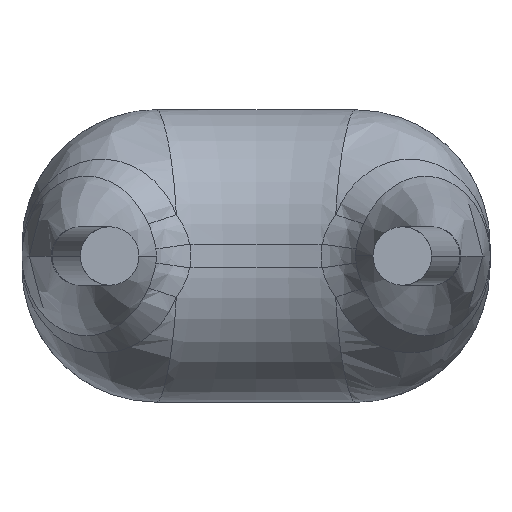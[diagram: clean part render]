
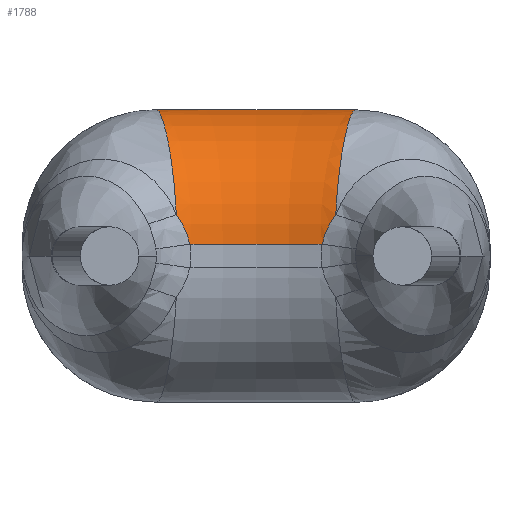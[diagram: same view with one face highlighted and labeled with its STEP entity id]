
A CAD part, front view. The second image highlights one B-rep face of the part: STEP entity #1788.
In plain terms, the highlighted toroidal (fillet/blend) face has major radius 3.233 mm and minor radius 1.15 mm.
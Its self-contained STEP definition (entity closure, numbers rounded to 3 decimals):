
#78 = VERTEX_POINT ( 'NONE', #1615 ) ;
#93 = CARTESIAN_POINT ( 'NONE',  ( 0.79, 3.533, 1.143 ) ) ;
#94 = B_SPLINE_CURVE_WITH_KNOTS ( 'NONE', 3,
 ( #2608, #1633, #1993, #2010 ),
 .UNSPECIFIED., .F., .F.,
 ( 4, 4 ),
 ( 0., 0. ),
 .UNSPECIFIED. ) ;
#101 = EDGE_CURVE ( 'NONE', #1736, #1265, #1540, .T. ) ;
#122 = ORIENTED_EDGE ( 'NONE', *, *, #1627, .T. ) ;
#124 = ORIENTED_EDGE ( 'NONE', *, *, #101, .T. ) ;
#140 = DIRECTION ( 'NONE',  ( 0., 0., 1. ) ) ;
#144 = ORIENTED_EDGE ( 'NONE', *, *, #694, .F. ) ;
#283 = CIRCLE ( 'NONE', #1164, 3.233 ) ;
#293 = CARTESIAN_POINT ( 'NONE',  ( 0.693, 2.973, 0.609 ) ) ;
#493 = TOROIDAL_SURFACE ( 'NONE', #1081, 3.233, 1.15 ) ;
#571 = DIRECTION ( 'NONE',  ( -1., 0., 0. ) ) ;
#607 = CARTESIAN_POINT ( 'NONE',  ( -0.682, 2.916, 0.355 ) ) ;
#661 = EDGE_CURVE ( 'NONE', #1370, #1215, #94, .T. ) ;
#679 = CARTESIAN_POINT ( 'NONE',  ( -0.79, 3.533, 1.143 ) ) ;
#691 = DIRECTION ( 'NONE',  ( -1., 0., 0. ) ) ;
#694 = EDGE_CURVE ( 'NONE', #78, #727, #283, .T. ) ;
#727 = VERTEX_POINT ( 'NONE', #1897 ) ;
#773 = B_SPLINE_CURVE_WITH_KNOTS ( 'NONE', 3,
 ( #1032, #875, #1832, #679, #1847, #1234, #1646, #1447 ),
 .UNSPECIFIED., .F., .F.,
 ( 4, 2, 2, 4 ),
 ( 0., 0., 0.001, 0.002 ),
 .UNSPECIFIED. ) ;
#787 = CARTESIAN_POINT ( 'NONE',  ( -0.565, 2.922, 0.1 ) ) ;
#827 = CARTESIAN_POINT ( 'NONE',  ( 0.682, 2.916, 0.355 ) ) ;
#875 = CARTESIAN_POINT ( 'NONE',  ( -0.837, 3.907, 1.25 ) ) ;
#963 = CARTESIAN_POINT ( 'NONE',  ( 0.823, 3.777, 1.228 ) ) ;
#966 = CARTESIAN_POINT ( 'NONE',  ( 0., 0.917, 0.1 ) ) ;
#1008 = CIRCLE ( 'NONE', #2562, 2.083 ) ;
#1032 = CARTESIAN_POINT ( 'NONE',  ( -0.85, 4.036, 1.25 ) ) ;
#1073 = DIRECTION ( 'NONE',  ( 0., 0., -1. ) ) ;
#1081 = AXIS2_PLACEMENT_3D ( 'NONE', #1911, #1073, #1926 ) ;
#1164 = AXIS2_PLACEMENT_3D ( 'NONE', #1647, #2480, #691 ) ;
#1171 = ORIENTED_EDGE ( 'NONE', *, *, #2364, .F. ) ;
#1208 = ORIENTED_EDGE ( 'NONE', *, *, #2417, .T. ) ;
#1215 = VERTEX_POINT ( 'NONE', #827 ) ;
#1234 = CARTESIAN_POINT ( 'NONE',  ( -0.723, 3.117, 0.84 ) ) ;
#1265 = VERTEX_POINT ( 'NONE', #1292 ) ;
#1292 = CARTESIAN_POINT ( 'NONE',  ( -0.565, 2.922, 0.1 ) ) ;
#1296 = CARTESIAN_POINT ( 'NONE',  ( 0.682, 2.916, 0.355 ) ) ;
#1370 = VERTEX_POINT ( 'NONE', #1685 ) ;
#1447 = CARTESIAN_POINT ( 'NONE',  ( -0.682, 2.916, 0.355 ) ) ;
#1540 = B_SPLINE_CURVE_WITH_KNOTS ( 'NONE', 3,
 ( #607, #2206, #2240, #787 ),
 .UNSPECIFIED., .F., .F.,
 ( 4, 4 ),
 ( 0., 0. ),
 .UNSPECIFIED. ) ;
#1577 = CARTESIAN_POINT ( 'NONE',  ( 0.837, 3.906, 1.25 ) ) ;
#1615 = CARTESIAN_POINT ( 'NONE',  ( -0.85, 4.036, 1.25 ) ) ;
#1627 = EDGE_CURVE ( 'NONE', #1215, #727, #2405, .T. ) ;
#1633 = CARTESIAN_POINT ( 'NONE',  ( 0.585, 2.916, 0.193 ) ) ;
#1646 = CARTESIAN_POINT ( 'NONE',  ( -0.693, 2.973, 0.609 ) ) ;
#1647 = CARTESIAN_POINT ( 'NONE',  ( 0., 0.917, 1.25 ) ) ;
#1685 = CARTESIAN_POINT ( 'NONE',  ( 0.565, 2.922, 0.1 ) ) ;
#1736 = VERTEX_POINT ( 'NONE', #1827 ) ;
#1788 = ADVANCED_FACE ( 'NONE', ( #2045 ), #493, .T. ) ;
#1820 = EDGE_LOOP ( 'NONE', ( #1171, #2639, #122, #144, #1208, #124 ) ) ;
#1827 = CARTESIAN_POINT ( 'NONE',  ( -0.682, 2.916, 0.355 ) ) ;
#1832 = CARTESIAN_POINT ( 'NONE',  ( -0.823, 3.778, 1.228 ) ) ;
#1847 = CARTESIAN_POINT ( 'NONE',  ( -0.773, 3.42, 1.081 ) ) ;
#1897 = CARTESIAN_POINT ( 'NONE',  ( 0.85, 4.036, 1.25 ) ) ;
#1904 = CARTESIAN_POINT ( 'NONE',  ( 0.723, 3.117, 0.84 ) ) ;
#1911 = CARTESIAN_POINT ( 'NONE',  ( 0., 0.917, 0.1 ) ) ;
#1926 = DIRECTION ( 'NONE',  ( -1., 0., 0. ) ) ;
#1993 = CARTESIAN_POINT ( 'NONE',  ( 0.626, 2.916, 0.278 ) ) ;
#2010 = CARTESIAN_POINT ( 'NONE',  ( 0.682, 2.916, 0.355 ) ) ;
#2045 = FACE_OUTER_BOUND ( 'NONE', #1820, .T. ) ;
#2206 = CARTESIAN_POINT ( 'NONE',  ( -0.626, 2.916, 0.279 ) ) ;
#2240 = CARTESIAN_POINT ( 'NONE',  ( -0.585, 2.916, 0.193 ) ) ;
#2364 = EDGE_CURVE ( 'NONE', #1370, #1265, #1008, .T. ) ;
#2405 = B_SPLINE_CURVE_WITH_KNOTS ( 'NONE', 3,
 ( #1296, #293, #1904, #2542, #93, #963, #1577, #2613 ),
 .UNSPECIFIED., .F., .F.,
 ( 4, 2, 2, 4 ),
 ( 0., 0.001, 0.001, 0.002 ),
 .UNSPECIFIED. ) ;
#2417 = EDGE_CURVE ( 'NONE', #78, #1736, #773, .T. ) ;
#2480 = DIRECTION ( 'NONE',  ( 0., 0., -1. ) ) ;
#2542 = CARTESIAN_POINT ( 'NONE',  ( 0.773, 3.42, 1.081 ) ) ;
#2562 = AXIS2_PLACEMENT_3D ( 'NONE', #966, #140, #571 ) ;
#2608 = CARTESIAN_POINT ( 'NONE',  ( 0.565, 2.922, 0.1 ) ) ;
#2613 = CARTESIAN_POINT ( 'NONE',  ( 0.85, 4.036, 1.25 ) ) ;
#2639 = ORIENTED_EDGE ( 'NONE', *, *, #661, .T. ) ;
